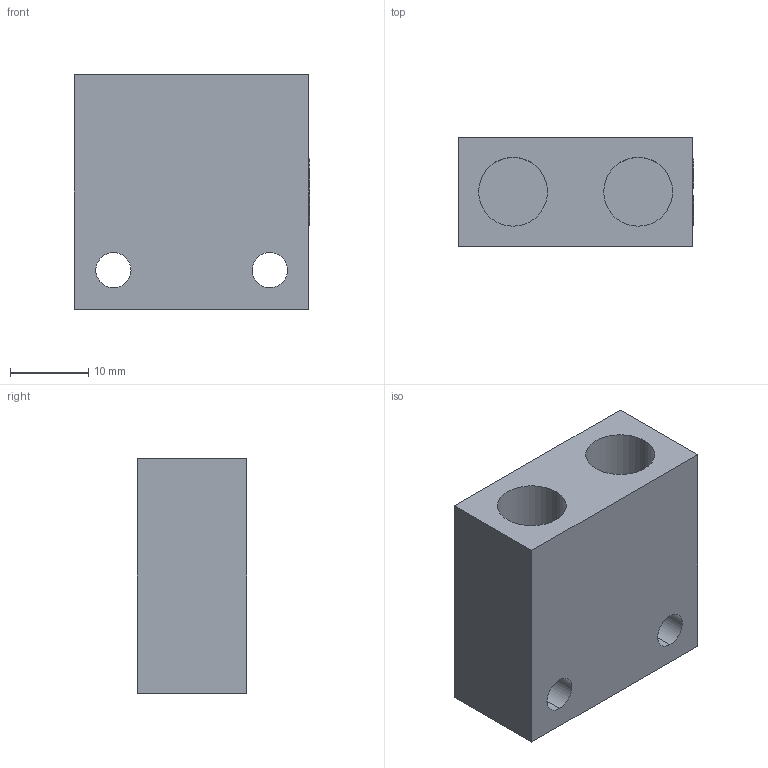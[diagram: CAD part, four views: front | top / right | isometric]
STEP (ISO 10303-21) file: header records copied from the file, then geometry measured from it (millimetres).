
FILE_DESCRIPTION (( 'STEP AP214' ), '1' );
FILE_NAME ('08_027_4.STEP', '2016-01-04T10:30:47', ( '' ), ( '' ), 'SwSTEP 2.0', 'SolidWorks 2016', '' );
FILE_SCHEMA (( 'AUTOMOTIVE_DESIGN' ));
Length unit declared in the file: millimetre
Products named in the file (1): 08_027_4
Bounding box: 30.1 x 14 x 30 mm (x, y, z)
Volume: 10605 mm3; surface area: 4536.2 mm2
Topology: 1 solids, 1 shells, 30 faces, 66 edges, 44 vertices
Faces by surface type: plane 14, cylinder 12, torus 2, cone 2
Entity records: 976 total; most frequent: DIRECTION 156, CARTESIAN_POINT 153, ORIENTED_EDGE 132, EDGE_CURVE 66, AXIS2_PLACEMENT_3D 63, VERTEX_POINT 44, EDGE_LOOP 40, CIRCLE 32
